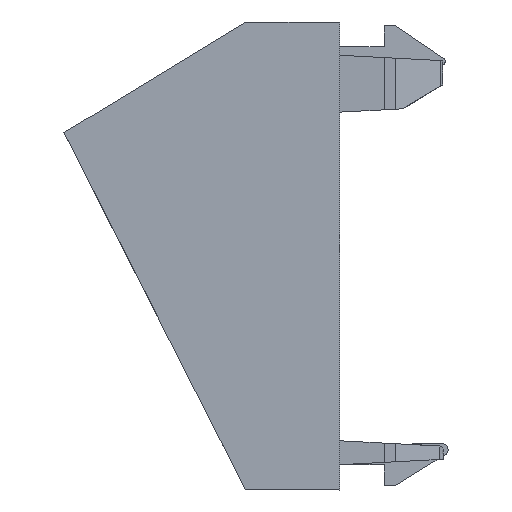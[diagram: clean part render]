
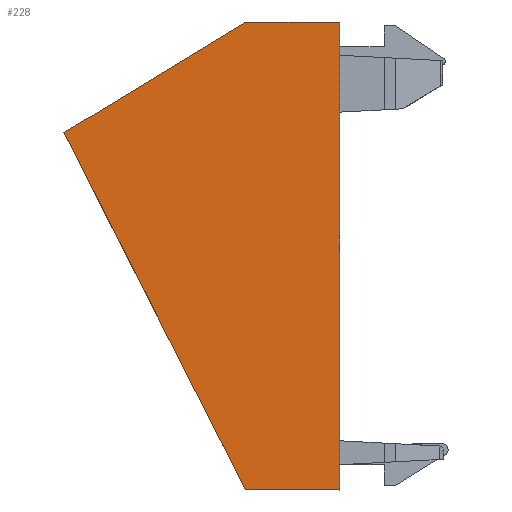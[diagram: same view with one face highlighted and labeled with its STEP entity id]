
A CAD part, left-side view. The second image highlights one B-rep face of the part: STEP entity #228.
In plain terms, the highlighted planar face has unit normal (-1, 0.009, 0).
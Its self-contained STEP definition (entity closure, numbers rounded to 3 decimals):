
#228=ADVANCED_FACE('',(#469),#4131,.T.);
#469=FACE_OUTER_BOUND('',#713,.T.);
#713=EDGE_LOOP('',(#1913,#1914,#1915,#1916,#1917));
#1913=ORIENTED_EDGE('',*,*,#2673,.T.);
#1914=ORIENTED_EDGE('',*,*,#2692,.T.);
#1915=ORIENTED_EDGE('',*,*,#2695,.F.);
#1916=ORIENTED_EDGE('',*,*,#2670,.T.);
#1917=ORIENTED_EDGE('',*,*,#2664,.F.);
#2664=EDGE_CURVE('',#3832,#3833,#3224,.T.);
#2670=EDGE_CURVE('',#3835,#3833,#3230,.T.);
#2673=EDGE_CURVE('',#3832,#3837,#3233,.T.);
#2692=EDGE_CURVE('',#3837,#3847,#3248,.T.);
#2695=EDGE_CURVE('',#3835,#3847,#3251,.T.);
#3224=B_SPLINE_CURVE_WITH_KNOTS('',3,(#7379,#7380,#7381,#7382),
 .UNSPECIFIED.,.F.,.F.,(4,4),(0.,20.335),.UNSPECIFIED.);
#3230=B_SPLINE_CURVE_WITH_KNOTS('',3,(#7395,#7396,#7397,#7398),
 .UNSPECIFIED.,.F.,.F.,(4,4),(0.,9.132),.UNSPECIFIED.);
#3233=B_SPLINE_CURVE_WITH_KNOTS('',3,(#7405,#7406,#7407,#7408),
 .UNSPECIFIED.,.F.,.F.,(4,4),(4.054,42.513),
 .UNSPECIFIED.);
#3248=B_SPLINE_CURVE_WITH_KNOTS('',3,(#7495,#7496,#7497,#7498),
 .UNSPECIFIED.,.F.,.F.,(4,4),(0.572,9.612),
 .UNSPECIFIED.);
#3251=B_SPLINE_CURVE_WITH_KNOTS('',1,(#7503,#7504),.UNSPECIFIED.,.F.,.F.,
(2,2),(0.,45.),.UNSPECIFIED.);
#3832=VERTEX_POINT('',#7180);
#3833=VERTEX_POINT('',#7181);
#3835=VERTEX_POINT('',#7183);
#3837=VERTEX_POINT('',#7185);
#3847=VERTEX_POINT('',#7195);
#4131=PLANE('',#4489);
#4489=AXIS2_PLACEMENT_3D('',#7118,#4676,$);
#4676=DIRECTION('',(-1.,0.009,0.));
#7118=CARTESIAN_POINT('',(-22.253,38.496,-7.288));
#7180=CARTESIAN_POINT('',(-22.269,36.656,30.959));
#7181=CARTESIAN_POINT('',(-22.42,19.286,41.533));
#7183=CARTESIAN_POINT('',(-22.5,10.156,41.613));
#7185=CARTESIAN_POINT('',(-22.421,19.196,-3.308));
#7195=CARTESIAN_POINT('',(-22.5,10.156,-3.387));
#7379=CARTESIAN_POINT('',(-22.269,36.656,30.959));
#7380=CARTESIAN_POINT('',(-22.319,30.866,34.483));
#7381=CARTESIAN_POINT('',(-22.37,25.076,38.008));
#7382=CARTESIAN_POINT('',(-22.42,19.286,41.533));
#7395=CARTESIAN_POINT('',(-22.5,10.156,41.613));
#7396=CARTESIAN_POINT('',(-22.473,13.199,41.586));
#7397=CARTESIAN_POINT('',(-22.447,16.243,41.56));
#7398=CARTESIAN_POINT('',(-22.42,19.286,41.533));
#7405=CARTESIAN_POINT('',(-22.269,36.656,30.959));
#7406=CARTESIAN_POINT('',(-22.32,30.836,19.536));
#7407=CARTESIAN_POINT('',(-22.37,25.016,8.114));
#7408=CARTESIAN_POINT('',(-22.421,19.196,-3.308));
#7495=CARTESIAN_POINT('',(-22.421,19.196,-3.308));
#7496=CARTESIAN_POINT('',(-22.447,16.182,-3.335));
#7497=CARTESIAN_POINT('',(-22.474,13.169,-3.361));
#7498=CARTESIAN_POINT('',(-22.5,10.156,-3.387));
#7503=CARTESIAN_POINT('',(-22.5,10.156,41.613));
#7504=CARTESIAN_POINT('',(-22.5,10.156,-3.387));
